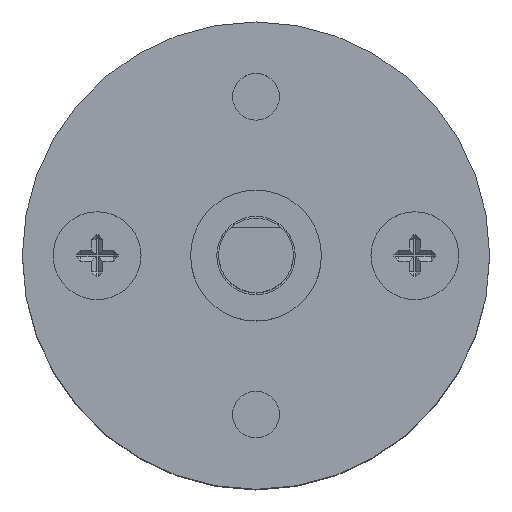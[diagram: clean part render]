
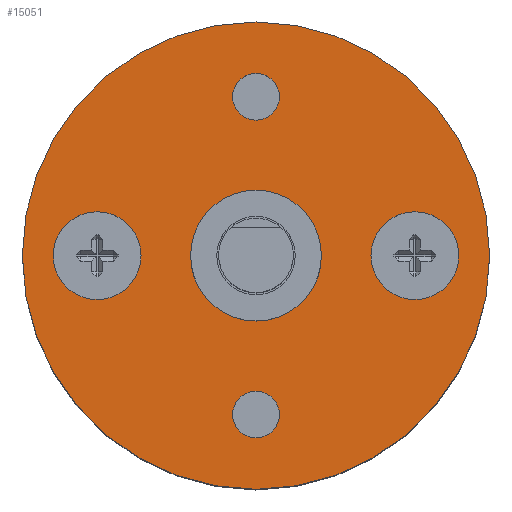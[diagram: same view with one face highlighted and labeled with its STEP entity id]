
A CAD part, top view. The second image highlights one B-rep face of the part: STEP entity #15051.
In plain terms, the highlighted planar face has unit normal (0, 0, 1).
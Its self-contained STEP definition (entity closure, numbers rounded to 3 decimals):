
#379 = VERTEX_POINT ( 'NONE', #7060 ) ;
#616 = DIRECTION ( 'NONE',  ( -1., 0., 0. ) ) ;
#721 = CARTESIAN_POINT ( 'NONE',  ( 22.375, 0., 18.375 ) ) ;
#1363 = FACE_BOUND ( 'NONE', #7469, .T. ) ;
#1403 = CIRCLE ( 'NONE', #16165, 2.35 ) ;
#1718 = FACE_BOUND ( 'NONE', #16301, .T. ) ;
#1802 = DIRECTION ( 'NONE',  ( 0., 0., 1. ) ) ;
#2117 = CARTESIAN_POINT ( 'NONE',  ( 22.375, 0., 18.375 ) ) ;
#2140 = AXIS2_PLACEMENT_3D ( 'NONE', #2681, #17980, #11349 ) ;
#2311 = DIRECTION ( 'NONE',  ( 0., 0., 1. ) ) ;
#2681 = CARTESIAN_POINT ( 'NONE',  ( 30.875, 0., 18.375 ) ) ;
#2700 = FACE_BOUND ( 'NONE', #19481, .T. ) ;
#2770 = EDGE_CURVE ( 'NONE', #379, #15708, #26373, .T. ) ;
#2826 = AXIS2_PLACEMENT_3D ( 'NONE', #8646, #1802, #24408 ) ;
#3053 = FACE_OUTER_BOUND ( 'NONE', #17932, .T. ) ;
#3288 = CIRCLE ( 'NONE', #25671, 2.35 ) ;
#3532 = CARTESIAN_POINT ( 'NONE',  ( 32.125, -8.5, 18.375 ) ) ;
#4269 = AXIS2_PLACEMENT_3D ( 'NONE', #19590, #24160, #13281 ) ;
#4896 = DIRECTION ( 'NONE',  ( 0., 0., -1. ) ) ;
#4953 = EDGE_CURVE ( 'NONE', #9458, #9125, #6386, .T. ) ;
#5006 = CIRCLE ( 'NONE', #2826, 1.25 ) ;
#5527 = AXIS2_PLACEMENT_3D ( 'NONE', #5655, #4896, #7005 ) ;
#5655 = CARTESIAN_POINT ( 'NONE',  ( 30.875, 0., 18.375 ) ) ;
#5722 = DIRECTION ( 'NONE',  ( -1., 0., 0. ) ) ;
#6115 = CARTESIAN_POINT ( 'NONE',  ( 20.025, 0., 18.375 ) ) ;
#6386 = CIRCLE ( 'NONE', #12769, 1.25 ) ;
#6442 = CARTESIAN_POINT ( 'NONE',  ( 39.375, 0., 18.375 ) ) ;
#6515 = CARTESIAN_POINT ( 'NONE',  ( 30.875, 0., 18.375 ) ) ;
#7004 = CARTESIAN_POINT ( 'NONE',  ( 30.875, -8.5, 18.375 ) ) ;
#7005 = DIRECTION ( 'NONE',  ( -1., 0., 0. ) ) ;
#7060 = CARTESIAN_POINT ( 'NONE',  ( 34.375, 0., 18.375 ) ) ;
#7421 = ORIENTED_EDGE ( 'NONE', *, *, #20643, .F. ) ;
#7469 = EDGE_LOOP ( 'NONE', ( #27937, #23558 ) ) ;
#7612 = CARTESIAN_POINT ( 'NONE',  ( 30.875, -8.5, 18.375 ) ) ;
#7740 = CARTESIAN_POINT ( 'NONE',  ( 30.875, 0., 18.375 ) ) ;
#7834 = DIRECTION ( 'NONE',  ( 0., 0., -1. ) ) ;
#7929 = AXIS2_PLACEMENT_3D ( 'NONE', #6442, #17341, #10516 ) ;
#7970 = DIRECTION ( 'NONE',  ( 0., 0., 1. ) ) ;
#8005 = ORIENTED_EDGE ( 'NONE', *, *, #25973, .F. ) ;
#8049 = AXIS2_PLACEMENT_3D ( 'NONE', #7612, #23306, #10180 ) ;
#8107 = ORIENTED_EDGE ( 'NONE', *, *, #20341, .F. ) ;
#8646 = CARTESIAN_POINT ( 'NONE',  ( 30.875, 8.5, 18.375 ) ) ;
#8786 = DIRECTION ( 'NONE',  ( -1., 0., 0. ) ) ;
#9114 = EDGE_CURVE ( 'NONE', #14003, #13398, #22747, .T. ) ;
#9125 = VERTEX_POINT ( 'NONE', #16938 ) ;
#9224 = CIRCLE ( 'NONE', #22003, 12.5 ) ;
#9276 = DIRECTION ( 'NONE',  ( 1., 0., 0. ) ) ;
#9458 = VERTEX_POINT ( 'NONE', #3532 ) ;
#9897 = ORIENTED_EDGE ( 'NONE', *, *, #4953, .F. ) ;
#10180 = DIRECTION ( 'NONE',  ( 1., 0., 0. ) ) ;
#10400 = CARTESIAN_POINT ( 'NONE',  ( 39.375, 0., 18.375 ) ) ;
#10516 = DIRECTION ( 'NONE',  ( 1., 0., 0. ) ) ;
#10716 = VERTEX_POINT ( 'NONE', #15253 ) ;
#10744 = DIRECTION ( 'NONE',  ( -1., 0., 0. ) ) ;
#11349 = DIRECTION ( 'NONE',  ( -1., 0., 0. ) ) ;
#11562 = ORIENTED_EDGE ( 'NONE', *, *, #12038, .T. ) ;
#11691 = PLANE ( 'NONE',  #5527 ) ;
#12038 = EDGE_CURVE ( 'NONE', #27462, #13955, #1403, .T. ) ;
#12041 = EDGE_LOOP ( 'NONE', ( #23537, #11562 ) ) ;
#12769 = AXIS2_PLACEMENT_3D ( 'NONE', #7004, #24027, #9276 ) ;
#13281 = DIRECTION ( 'NONE',  ( 1., 0., 0. ) ) ;
#13398 = VERTEX_POINT ( 'NONE', #21684 ) ;
#13955 = VERTEX_POINT ( 'NONE', #21147 ) ;
#14003 = VERTEX_POINT ( 'NONE', #20437 ) ;
#14223 = ORIENTED_EDGE ( 'NONE', *, *, #15949, .F. ) ;
#14290 = EDGE_CURVE ( 'NONE', #23461, #25821, #9224, .T. ) ;
#15051 = ADVANCED_FACE ( 'NONE', ( #25613, #19454, #1718, #1363, #2700, #3053 ), #11691, .F. ) ;
#15253 = CARTESIAN_POINT ( 'NONE',  ( 37.025, 0., 18.375 ) ) ;
#15582 = ORIENTED_EDGE ( 'NONE', *, *, #16931, .F. ) ;
#15708 = VERTEX_POINT ( 'NONE', #24944 ) ;
#15949 = EDGE_CURVE ( 'NONE', #10716, #19504, #19732, .T. ) ;
#16165 = AXIS2_PLACEMENT_3D ( 'NONE', #2117, #17390, #10744 ) ;
#16301 = EDGE_LOOP ( 'NONE', ( #9897, #7421 ) ) ;
#16931 = EDGE_CURVE ( 'NONE', #25821, #23461, #16953, .T. ) ;
#16938 = CARTESIAN_POINT ( 'NONE',  ( 29.625, -8.5, 18.375 ) ) ;
#16948 = DIRECTION ( 'NONE',  ( 1., 0., 0. ) ) ;
#16953 = CIRCLE ( 'NONE', #2140, 12.5 ) ;
#17341 = DIRECTION ( 'NONE',  ( 0., 0., 1. ) ) ;
#17390 = DIRECTION ( 'NONE',  ( 0., 0., -1. ) ) ;
#17932 = EDGE_LOOP ( 'NONE', ( #26666, #15582 ) ) ;
#17950 = AXIS2_PLACEMENT_3D ( 'NONE', #10400, #27629, #16948 ) ;
#17980 = DIRECTION ( 'NONE',  ( 0., 0., -1. ) ) ;
#18187 = CARTESIAN_POINT ( 'NONE',  ( 41.725, 0., 18.375 ) ) ;
#19454 = FACE_BOUND ( 'NONE', #20436, .T. ) ;
#19481 = EDGE_LOOP ( 'NONE', ( #8005, #23173 ) ) ;
#19504 = VERTEX_POINT ( 'NONE', #18187 ) ;
#19590 = CARTESIAN_POINT ( 'NONE',  ( 30.875, 8.5, 18.375 ) ) ;
#19732 = CIRCLE ( 'NONE', #7929, 2.35 ) ;
#19842 = AXIS2_PLACEMENT_3D ( 'NONE', #21083, #7970, #25460 ) ;
#19955 = CIRCLE ( 'NONE', #22284, 3.5 ) ;
#20341 = EDGE_CURVE ( 'NONE', #19504, #10716, #27759, .T. ) ;
#20436 = EDGE_LOOP ( 'NONE', ( #8107, #14223 ) ) ;
#20437 = CARTESIAN_POINT ( 'NONE',  ( 29.625, 8.5, 18.375 ) ) ;
#20643 = EDGE_CURVE ( 'NONE', #9125, #9458, #24620, .T. ) ;
#21083 = CARTESIAN_POINT ( 'NONE',  ( 30.875, 0., 18.375 ) ) ;
#21147 = CARTESIAN_POINT ( 'NONE',  ( 24.725, 0., 18.375 ) ) ;
#21684 = CARTESIAN_POINT ( 'NONE',  ( 32.125, 8.5, 18.375 ) ) ;
#22003 = AXIS2_PLACEMENT_3D ( 'NONE', #7740, #7834, #5722 ) ;
#22284 = AXIS2_PLACEMENT_3D ( 'NONE', #6515, #2311, #8786 ) ;
#22745 = DIRECTION ( 'NONE',  ( 0., 0., -1. ) ) ;
#22747 = CIRCLE ( 'NONE', #4269, 1.25 ) ;
#23173 = ORIENTED_EDGE ( 'NONE', *, *, #2770, .F. ) ;
#23274 = EDGE_CURVE ( 'NONE', #13955, #27462, #3288, .T. ) ;
#23306 = DIRECTION ( 'NONE',  ( 0., 0., 1. ) ) ;
#23350 = CARTESIAN_POINT ( 'NONE',  ( 18.375, 0., 18.375 ) ) ;
#23461 = VERTEX_POINT ( 'NONE', #23759 ) ;
#23537 = ORIENTED_EDGE ( 'NONE', *, *, #23274, .T. ) ;
#23558 = ORIENTED_EDGE ( 'NONE', *, *, #9114, .F. ) ;
#23759 = CARTESIAN_POINT ( 'NONE',  ( 43.375, 0., 18.375 ) ) ;
#24017 = EDGE_CURVE ( 'NONE', #13398, #14003, #5006, .T. ) ;
#24027 = DIRECTION ( 'NONE',  ( 0., 0., 1. ) ) ;
#24160 = DIRECTION ( 'NONE',  ( 0., 0., 1. ) ) ;
#24408 = DIRECTION ( 'NONE',  ( 1., 0., 0. ) ) ;
#24620 = CIRCLE ( 'NONE', #8049, 1.25 ) ;
#24944 = CARTESIAN_POINT ( 'NONE',  ( 27.375, 0., 18.375 ) ) ;
#25460 = DIRECTION ( 'NONE',  ( -1., 0., 0. ) ) ;
#25613 = FACE_BOUND ( 'NONE', #12041, .T. ) ;
#25671 = AXIS2_PLACEMENT_3D ( 'NONE', #721, #22745, #616 ) ;
#25821 = VERTEX_POINT ( 'NONE', #23350 ) ;
#25973 = EDGE_CURVE ( 'NONE', #15708, #379, #19955, .T. ) ;
#26373 = CIRCLE ( 'NONE', #19842, 3.5 ) ;
#26666 = ORIENTED_EDGE ( 'NONE', *, *, #14290, .F. ) ;
#27462 = VERTEX_POINT ( 'NONE', #6115 ) ;
#27629 = DIRECTION ( 'NONE',  ( 0., 0., 1. ) ) ;
#27759 = CIRCLE ( 'NONE', #17950, 2.35 ) ;
#27937 = ORIENTED_EDGE ( 'NONE', *, *, #24017, .F. ) ;
